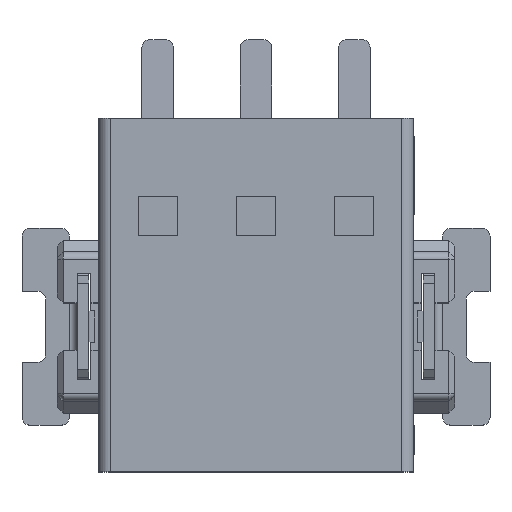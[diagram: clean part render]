
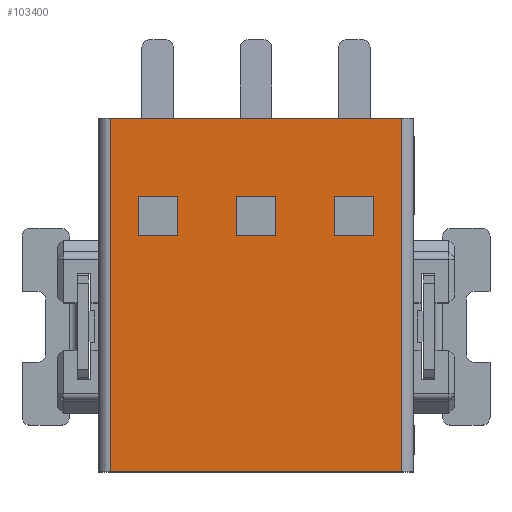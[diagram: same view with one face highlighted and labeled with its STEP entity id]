
A CAD part, top view. The second image highlights one B-rep face of the part: STEP entity #103400.
In plain terms, the highlighted face is planar.
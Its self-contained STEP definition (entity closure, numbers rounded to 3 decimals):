
#26160=CARTESIAN_POINT('',(-7.539,-12.222,1.05));
#26170=VERTEX_POINT('',#26160);
#26200=CARTESIAN_POINT('',(0.5,-12.222,1.05));
#26210=DIRECTION('',(-1.,0.,0.));
#26220=VECTOR('',#26210,1.);
#26230=LINE('',#26200,#26220);
#26240=CARTESIAN_POINT('',(-6.539,-12.222,1.05));
#26250=VERTEX_POINT('',#26240);
#26260=EDGE_CURVE('',#26250,#26170,#26230,.T.);
#30940=CARTESIAN_POINT('',(-13.539,-12.222,0.35));
#30950=VERTEX_POINT('',#30940);
#31110=CARTESIAN_POINT('',(-4.539,-12.222,0.35));
#31120=VERTEX_POINT('',#31110);
#31150=CARTESIAN_POINT('',(0.,-12.222,0.35));
#31160=DIRECTION('',(1.,0.,0.));
#31170=VECTOR('',#31160,1.);
#31180=LINE('',#31150,#31170);
#31190=EDGE_CURVE('',#30950,#31120,#31180,.T.);
#31400=CARTESIAN_POINT('',(-7.539,-12.222,2.05));
#31410=VERTEX_POINT('',#31400);
#31440=CARTESIAN_POINT('',(-7.539,-12.222,0.));
#31450=DIRECTION('',(0.,0.,1.));
#31460=VECTOR('',#31450,1.);
#31470=LINE('',#31440,#31460);
#31480=EDGE_CURVE('',#26170,#31410,#31470,.T.);
#39200=CARTESIAN_POINT('',(-6.539,-12.222,7.05));
#39210=VERTEX_POINT('',#39200);
#39240=CARTESIAN_POINT('',(0.5,-12.222,7.05));
#39250=DIRECTION('',(1.,0.,0.));
#39260=VECTOR('',#39250,1.);
#39270=LINE('',#39240,#39260);
#39280=CARTESIAN_POINT('',(-7.539,-12.222,7.05));
#39290=VERTEX_POINT('',#39280);
#39300=EDGE_CURVE('',#39290,#39210,#39270,.T.);
#42730=CARTESIAN_POINT('',(-6.539,-12.222,2.05));
#42740=VERTEX_POINT('',#42730);
#42790=CARTESIAN_POINT('',(-6.539,-12.222,0.));
#42800=DIRECTION('',(0.,0.,-1.));
#42810=VECTOR('',#42800,1.);
#42820=LINE('',#42790,#42810);
#42830=EDGE_CURVE('',#42740,#26250,#42820,.T.);
#49990=CARTESIAN_POINT('',(0.5,-12.222,2.05));
#50000=DIRECTION('',(1.,0.,0.));
#50010=VECTOR('',#50000,1.);
#50020=LINE('',#49990,#50010);
#50030=EDGE_CURVE('',#31410,#42740,#50020,.T.);
#68010=CARTESIAN_POINT('',(-7.539,-12.222,4.55));
#68020=VERTEX_POINT('',#68010);
#68050=CARTESIAN_POINT('',(-7.539,-12.222,0.));
#68060=DIRECTION('',(0.,0.,1.));
#68070=VECTOR('',#68060,1.);
#68080=LINE('',#68050,#68070);
#68090=CARTESIAN_POINT('',(-7.539,-12.222,3.55));
#68100=VERTEX_POINT('',#68090);
#68110=EDGE_CURVE('',#68100,#68020,#68080,.T.);
#69120=CARTESIAN_POINT('',(0.5,-12.222,3.55));
#69130=DIRECTION('',(-1.,0.,0.));
#69140=VECTOR('',#69130,1.);
#69150=LINE('',#69120,#69140);
#69160=CARTESIAN_POINT('',(-6.539,-12.222,3.55));
#69170=VERTEX_POINT('',#69160);
#69180=EDGE_CURVE('',#69170,#68100,#69150,.T.);
#70700=CARTESIAN_POINT('',(-6.539,-12.222,0.));
#70710=DIRECTION('',(0.,0.,-1.));
#70720=VECTOR('',#70710,1.);
#70730=LINE('',#70700,#70720);
#70740=CARTESIAN_POINT('',(-6.539,-12.222,4.55));
#70750=VERTEX_POINT('',#70740);
#70760=EDGE_CURVE('',#70750,#69170,#70730,.T.);
#81000=CARTESIAN_POINT('',(0.5,-12.222,6.05));
#81010=DIRECTION('',(-1.,0.,0.));
#81020=VECTOR('',#81010,1.);
#81030=LINE('',#81000,#81020);
#81040=CARTESIAN_POINT('',(-6.539,-12.222,6.05));
#81050=VERTEX_POINT('',#81040);
#81060=CARTESIAN_POINT('',(-7.539,-12.222,6.05));
#81070=VERTEX_POINT('',#81060);
#81080=EDGE_CURVE('',#81050,#81070,#81030,.T.);
#82320=CARTESIAN_POINT('',(-4.539,-12.222,7.75));
#82330=VERTEX_POINT('',#82320);
#82490=CARTESIAN_POINT('',(-13.539,-12.222,7.75));
#82500=VERTEX_POINT('',#82490);
#82530=CARTESIAN_POINT('',(0.,-12.222,7.75));
#82540=DIRECTION('',(-1.,0.,0.));
#82550=VECTOR('',#82540,1.);
#82560=LINE('',#82530,#82550);
#82570=EDGE_CURVE('',#82330,#82500,#82560,.T.);
#82810=CARTESIAN_POINT('',(0.5,-12.222,4.55));
#82820=DIRECTION('',(1.,0.,0.));
#82830=VECTOR('',#82820,1.);
#82840=LINE('',#82810,#82830);
#82850=EDGE_CURVE('',#68020,#70750,#82840,.T.);
#85790=CARTESIAN_POINT('',(-6.539,-12.222,0.));
#85800=DIRECTION('',(0.,0.,-1.));
#85810=VECTOR('',#85800,1.);
#85820=LINE('',#85790,#85810);
#85830=EDGE_CURVE('',#39210,#81050,#85820,.T.);
#92960=CARTESIAN_POINT('',(-13.539,-12.222,0.))
;
#92970=DIRECTION('',(0.,0.,1.));
#92980=VECTOR('',#92970,1.);
#92990=LINE('',#92960,#92980);
#93000=EDGE_CURVE('',#30950,#82500,#92990,.T.);
#100890=CARTESIAN_POINT('',(-4.539,-12.222,0.))
;
#100900=DIRECTION('',(0.,0.,1.));
#100910=VECTOR('',#100900,1.);
#100920=LINE('',#100890,#100910);
#100930=EDGE_CURVE('',#31120,#82330,#100920,.T.);
#102950=CARTESIAN_POINT('',(-7.539,-12.222,0.))
;
#102960=DIRECTION('',(0.,0.,1.));
#102970=VECTOR('',#102960,1.);
#102980=LINE('',#102950,#102970);
#102990=EDGE_CURVE('',#81070,#39290,#102980,.T.);
#103110=CARTESIAN_POINT('',(-6.778,-12.222,
-3.028));
#103120=DIRECTION('',(0.,1.,-0.));
#103130=DIRECTION('',(-1.,0.,0.));
#103140=AXIS2_PLACEMENT_3D('',#103110,#103120,#103130);
#103150=PLANE('',#103140);
#103160=ORIENTED_EDGE('',*,*,#31190,.F.);
#103170=ORIENTED_EDGE('',*,*,#100930,.F.);
#103180=ORIENTED_EDGE('',*,*,#82570,.F.);
#103190=ORIENTED_EDGE('',*,*,#93000,.T.);
#103200=EDGE_LOOP('',(#103190,#103180,#103170,#103160));
#103210=FACE_OUTER_BOUND('',#103200,.T.);
#103220=ORIENTED_EDGE('',*,*,#26260,.F.);
#103230=ORIENTED_EDGE('',*,*,#31480,.F.);
#103240=ORIENTED_EDGE('',*,*,#50030,.F.);
#103250=ORIENTED_EDGE('',*,*,#42830,.F.);
#103260=EDGE_LOOP('',(#103250,#103240,#103230,#103220));
#103270=FACE_BOUND('',#103260,.T.);
#103280=ORIENTED_EDGE('',*,*,#82850,.F.);
#103290=ORIENTED_EDGE('',*,*,#70760,.F.);
#103300=ORIENTED_EDGE('',*,*,#69180,.F.);
#103310=ORIENTED_EDGE('',*,*,#68110,.F.);
#103320=EDGE_LOOP('',(#103310,#103300,#103290,#103280));
#103330=FACE_BOUND('',#103320,.T.);
#103340=ORIENTED_EDGE('',*,*,#39300,.F.);
#103350=ORIENTED_EDGE('',*,*,#85830,.F.);
#103360=ORIENTED_EDGE('',*,*,#81080,.F.);
#103370=ORIENTED_EDGE('',*,*,#102990,.F.);
#103380=EDGE_LOOP('',(#103370,#103360,#103350,#103340));
#103390=FACE_BOUND('',#103380,.T.);
#103400=ADVANCED_FACE('',(#103210,#103270,#103330,#103390),#103150,.T.);
